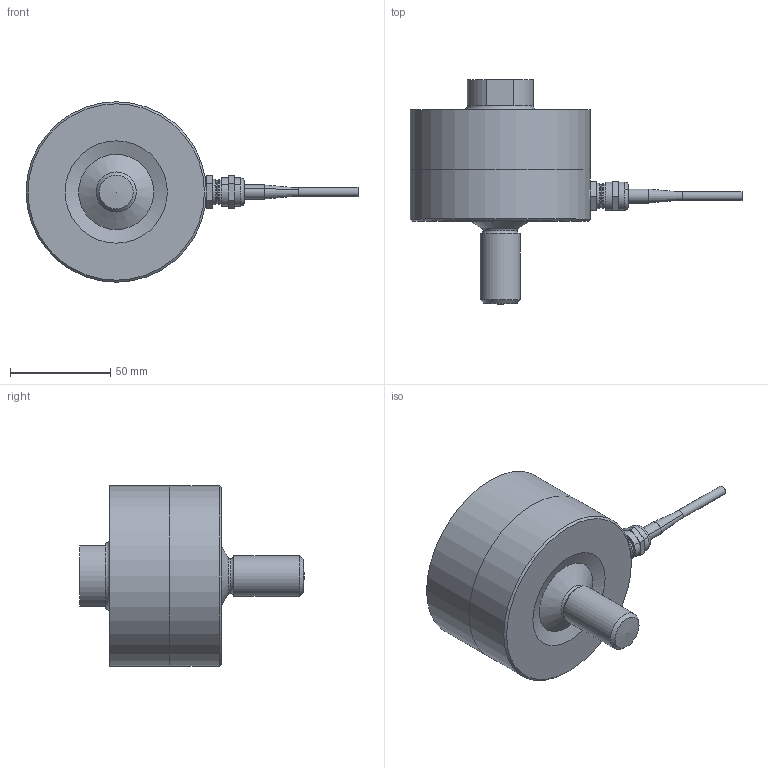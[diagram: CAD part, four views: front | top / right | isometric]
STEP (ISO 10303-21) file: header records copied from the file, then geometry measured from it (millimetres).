
FILE_DESCRIPTION( ( 'Unknown' ), '1' );
FILE_NAME( 'K1427-20kN.stp', 'Unknown', ( 'Unknown' ), ( 'Unknown' ), 'PSStep 17.0.49', 'Unknown', ' ' );
FILE_SCHEMA( ( 'AUTOMOTIVE_DESIGN { 1 0 10303 214 1 1 1 1 }' ) );
Length unit declared in the file: millimetre
Products named in the file (6): Assem1; 1628-001-Flansch; 1628-002-Flansch; m12x1,5_doc-00010622; zylinderschraube din 912-m8x30; kabeldurchmesser4,5_doc-00036217
Assembly tree (10 placements, depth 2):
  Assem1
    1628-001-Flansch
    1628-002-Flansch
    m12x1,5_doc-00010622
    zylinderschraube din 912-m8x30  x6
    kabeldurchmesser4,5_doc-00036217
Bounding box: 165.65 x 112 x 90 mm (x, y, z)
Volume: 363995.3 mm3; surface area: 66924.1 mm2
Topology: 10 solids, 10 shells, 238 faces, 507 edges, 319 vertices
Faces by surface type: plane 114, cylinder 67, cone 45, torus 11, sphere 1
Full cylindrical faces by diameter (mm): 4.5 x1, 6.466 x6, 6.647 x6, 8 x12, 9 x6, 13 x6, 14 x6, 18.376 x1, 20 x1, 90 x2
Entity records: 5624 total; most frequent: CARTESIAN_POINT 1735, ORIENTED_EDGE 492, DIRECTION 470, EDGE_CURVE 246, AXIS2_PLACEMENT_3D 225, EDGE_LOOP 220, VERTEX_POINT 182, FACE_OUTER_BOUND 174
